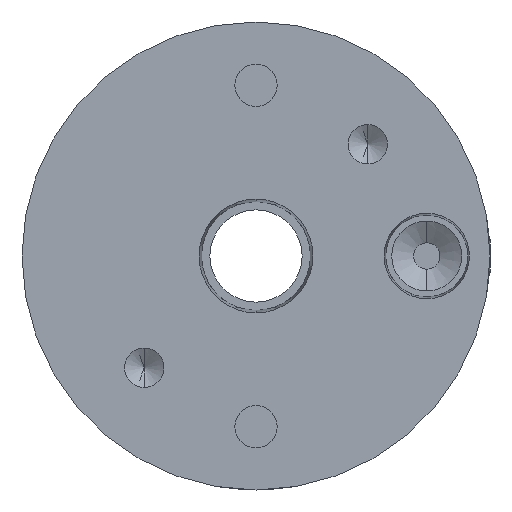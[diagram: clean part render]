
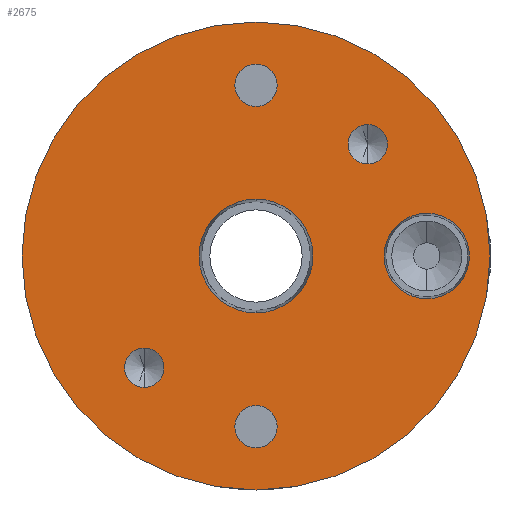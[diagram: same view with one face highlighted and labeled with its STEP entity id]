
A CAD part, front view. The second image highlights one B-rep face of the part: STEP entity #2675.
In plain terms, the highlighted planar face has unit normal (0, -1, 0).
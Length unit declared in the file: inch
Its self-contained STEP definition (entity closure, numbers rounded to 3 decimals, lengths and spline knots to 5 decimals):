
#48 = AXIS2_PLACEMENT_3D ( 'NONE', #2443, #3740, #421 ) ;
#78 = FACE_BOUND ( 'NONE', #4030, .T. ) ;
#139 = CIRCLE ( 'NONE', #227, 1.11 ) ;
#227 = AXIS2_PLACEMENT_3D ( 'NONE', #529, #1766, #3491 ) ;
#280 = AXIS2_PLACEMENT_3D ( 'NONE', #2818, #2908, #808 ) ;
#361 = CARTESIAN_POINT ( 'NONE',  ( 0., -1.1875, -0.27002 ) ) ;
#402 = EDGE_CURVE ( 'NONE', #3770, #2508, #4059, .T. ) ;
#421 = DIRECTION ( 'NONE',  ( 0., 0., 1. ) ) ;
#449 = DIRECTION ( 'NONE',  ( 0., -1., 0. ) ) ;
#481 = CIRCLE ( 'NONE', #3357, 1.11 ) ;
#523 = EDGE_CURVE ( 'NONE', #3644, #2581, #657, .T. ) ;
#529 = CARTESIAN_POINT ( 'NONE',  ( 0., -1.1875, 0. ) ) ;
#556 = EDGE_CURVE ( 'NONE', #800, #2170, #3077, .T. ) ;
#621 = EDGE_LOOP ( 'NONE', ( #2088, #3983 ) ) ;
#657 = CIRCLE ( 'NONE', #5298, 0.1005 ) ;
#664 = CARTESIAN_POINT ( 'NONE',  ( 0., -1.1875, 1.11 ) ) ;
#672 = DIRECTION ( 'NONE',  ( 0., -1., 0. ) ) ;
#708 = DIRECTION ( 'NONE',  ( 0., 0., -1. ) ) ;
#755 = CARTESIAN_POINT ( 'NONE',  ( 0.53033, -1.1875, 0.53033 ) ) ;
#800 = VERTEX_POINT ( 'NONE', #3089 ) ;
#808 = DIRECTION ( 'NONE',  ( 0., 0., -1. ) ) ;
#821 = CIRCLE ( 'NONE', #1528, 0.2025 ) ;
#836 = DIRECTION ( 'NONE',  ( 0., 0., -1. ) ) ;
#899 = CARTESIAN_POINT ( 'NONE',  ( 0.81, -1.1875, 0. ) ) ;
#914 = ORIENTED_EDGE ( 'NONE', *, *, #1229, .F. ) ;
#925 = EDGE_CURVE ( 'NONE', #2170, #800, #5384, .T. ) ;
#1020 = DIRECTION ( 'NONE',  ( 0., 0., -1. ) ) ;
#1030 = DIRECTION ( 'NONE',  ( 0., -1., 0. ) ) ;
#1033 = FACE_BOUND ( 'NONE', #5367, .T. ) ;
#1094 = AXIS2_PLACEMENT_3D ( 'NONE', #5343, #4970, #708 ) ;
#1189 = CIRCLE ( 'NONE', #5029, 0.1005 ) ;
#1229 = EDGE_CURVE ( 'NONE', #4295, #5014, #1189, .T. ) ;
#1248 = CARTESIAN_POINT ( 'NONE',  ( 0., -1.1875, 0.9105 ) ) ;
#1259 = EDGE_LOOP ( 'NONE', ( #1707, #2486 ) ) ;
#1279 = DIRECTION ( 'NONE',  ( 0., -1., 0. ) ) ;
#1319 = CIRCLE ( 'NONE', #1494, 0.09375 ) ;
#1348 = CARTESIAN_POINT ( 'NONE',  ( 0.53033, -1.1875, 0.43658 ) ) ;
#1494 = AXIS2_PLACEMENT_3D ( 'NONE', #755, #1279, #4925 ) ;
#1528 = AXIS2_PLACEMENT_3D ( 'NONE', #3177, #1030, #3580 ) ;
#1558 = ORIENTED_EDGE ( 'NONE', *, *, #4568, .F. ) ;
#1601 = EDGE_LOOP ( 'NONE', ( #1558, #3031 ) ) ;
#1707 = ORIENTED_EDGE ( 'NONE', *, *, #3689, .F. ) ;
#1766 = DIRECTION ( 'NONE',  ( 0., 1., 0. ) ) ;
#1820 = CARTESIAN_POINT ( 'NONE',  ( 0., -1.1875, 0.81 ) ) ;
#1922 = CARTESIAN_POINT ( 'NONE',  ( -0.53033, -1.1875, -0.53033 ) ) ;
#1936 = EDGE_CURVE ( 'NONE', #2996, #3659, #139, .T. ) ;
#1952 = VERTEX_POINT ( 'NONE', #5117 ) ;
#1971 = DIRECTION ( 'NONE',  ( 0., -1., 0. ) ) ;
#2041 = DIRECTION ( 'NONE',  ( 0., 0., -1. ) ) ;
#2069 = CARTESIAN_POINT ( 'NONE',  ( 0., -1.1875, -0.9105 ) ) ;
#2088 = ORIENTED_EDGE ( 'NONE', *, *, #1936, .F. ) ;
#2097 = CIRCLE ( 'NONE', #4002, 0.1005 ) ;
#2126 = ORIENTED_EDGE ( 'NONE', *, *, #2156, .F. ) ;
#2143 = ORIENTED_EDGE ( 'NONE', *, *, #523, .F. ) ;
#2156 = EDGE_CURVE ( 'NONE', #2581, #3644, #4580, .T. ) ;
#2163 = CARTESIAN_POINT ( 'NONE',  ( 0.81, -1.1875, 0.2025 ) ) ;
#2170 = VERTEX_POINT ( 'NONE', #2812 ) ;
#2207 = CARTESIAN_POINT ( 'NONE',  ( 0., -1.1875, 0.27002 ) ) ;
#2298 = DIRECTION ( 'NONE',  ( 0., 0., -1. ) ) ;
#2365 = DIRECTION ( 'NONE',  ( 0., -1., 0. ) ) ;
#2397 = CARTESIAN_POINT ( 'NONE',  ( 0., -1.1875, 0.7095 ) ) ;
#2443 = CARTESIAN_POINT ( 'NONE',  ( 1.11, -1.1875, 0. ) ) ;
#2486 = ORIENTED_EDGE ( 'NONE', *, *, #402, .F. ) ;
#2508 = VERTEX_POINT ( 'NONE', #361 ) ;
#2551 = FACE_BOUND ( 'NONE', #1259, .T. ) ;
#2554 = AXIS2_PLACEMENT_3D ( 'NONE', #3497, #672, #4414 ) ;
#2581 = VERTEX_POINT ( 'NONE', #2397 ) ;
#2621 = VERTEX_POINT ( 'NONE', #1348 ) ;
#2675 = ADVANCED_FACE ( 'NONE', ( #78, #5027, #5178, #3096, #1033, #2551, #4182 ), #3761, .F. ) ;
#2782 = DIRECTION ( 'NONE',  ( 0., 0., -1. ) ) ;
#2812 = CARTESIAN_POINT ( 'NONE',  ( -0.53033, -1.1875, -0.62408 ) ) ;
#2818 = CARTESIAN_POINT ( 'NONE',  ( 0., -1.1875, 0. ) ) ;
#2898 = ORIENTED_EDGE ( 'NONE', *, *, #925, .F. ) ;
#2908 = DIRECTION ( 'NONE',  ( 0., -1., 0. ) ) ;
#2996 = VERTEX_POINT ( 'NONE', #664 ) ;
#3003 = DIRECTION ( 'NONE',  ( 0., 0., -1. ) ) ;
#3031 = ORIENTED_EDGE ( 'NONE', *, *, #5370, .F. ) ;
#3077 = CIRCLE ( 'NONE', #4923, 0.09375 ) ;
#3089 = CARTESIAN_POINT ( 'NONE',  ( -0.53033, -1.1875, -0.43658 ) ) ;
#3096 = FACE_BOUND ( 'NONE', #3341, .T. ) ;
#3163 = CARTESIAN_POINT ( 'NONE',  ( 0.81, -1.1875, -0.2025 ) ) ;
#3166 = EDGE_CURVE ( 'NONE', #2621, #1952, #1319, .T. ) ;
#3177 = CARTESIAN_POINT ( 'NONE',  ( 0.81, -1.1875, 0. ) ) ;
#3208 = EDGE_LOOP ( 'NONE', ( #4781, #4279 ) ) ;
#3267 = AXIS2_PLACEMENT_3D ( 'NONE', #899, #4862, #2298 ) ;
#3278 = CARTESIAN_POINT ( 'NONE',  ( 0., -1.1875, -0.81 ) ) ;
#3341 = EDGE_LOOP ( 'NONE', ( #2126, #2143 ) ) ;
#3357 = AXIS2_PLACEMENT_3D ( 'NONE', #4016, #4460, #4407 ) ;
#3381 = VERTEX_POINT ( 'NONE', #2163 ) ;
#3491 = DIRECTION ( 'NONE',  ( 0., 0., 1. ) ) ;
#3497 = CARTESIAN_POINT ( 'NONE',  ( 0.53033, -1.1875, 0.53033 ) ) ;
#3563 = EDGE_CURVE ( 'NONE', #5014, #4295, #2097, .T. ) ;
#3580 = DIRECTION ( 'NONE',  ( 0., 0., -1. ) ) ;
#3625 = DIRECTION ( 'NONE',  ( 0., 0., -1. ) ) ;
#3644 = VERTEX_POINT ( 'NONE', #1248 ) ;
#3659 = VERTEX_POINT ( 'NONE', #3729 ) ;
#3689 = EDGE_CURVE ( 'NONE', #2508, #3770, #4470, .T. ) ;
#3698 = DIRECTION ( 'NONE',  ( 0., -1., 0. ) ) ;
#3729 = CARTESIAN_POINT ( 'NONE',  ( 0., -1.1875, -1.11 ) ) ;
#3740 = DIRECTION ( 'NONE',  ( 0., 1., 0. ) ) ;
#3761 = PLANE ( 'NONE',  #48 ) ;
#3770 = VERTEX_POINT ( 'NONE', #2207 ) ;
#3866 = CIRCLE ( 'NONE', #3267, 0.2025 ) ;
#3983 = ORIENTED_EDGE ( 'NONE', *, *, #4160, .F. ) ;
#4002 = AXIS2_PLACEMENT_3D ( 'NONE', #4077, #3698, #836 ) ;
#4016 = CARTESIAN_POINT ( 'NONE',  ( 0., -1.1875, 0. ) ) ;
#4030 = EDGE_LOOP ( 'NONE', ( #2898, #4617 ) ) ;
#4059 = CIRCLE ( 'NONE', #5107, 0.27002 ) ;
#4077 = CARTESIAN_POINT ( 'NONE',  ( 0., -1.1875, -0.81 ) ) ;
#4160 = EDGE_CURVE ( 'NONE', #3659, #2996, #481, .T. ) ;
#4182 = FACE_OUTER_BOUND ( 'NONE', #621, .T. ) ;
#4189 = CARTESIAN_POINT ( 'NONE',  ( 0., -1.1875, 0. ) ) ;
#4225 = AXIS2_PLACEMENT_3D ( 'NONE', #4520, #449, #2041 ) ;
#4279 = ORIENTED_EDGE ( 'NONE', *, *, #5401, .F. ) ;
#4295 = VERTEX_POINT ( 'NONE', #2069 ) ;
#4309 = DIRECTION ( 'NONE',  ( 0., -1., 0. ) ) ;
#4407 = DIRECTION ( 'NONE',  ( 0., 0., 1. ) ) ;
#4414 = DIRECTION ( 'NONE',  ( 0., 0., -1. ) ) ;
#4432 = CARTESIAN_POINT ( 'NONE',  ( 0., -1.1875, -0.7095 ) ) ;
#4460 = DIRECTION ( 'NONE',  ( 0., 1., 0. ) ) ;
#4470 = CIRCLE ( 'NONE', #280, 0.27002 ) ;
#4520 = CARTESIAN_POINT ( 'NONE',  ( 0., -1.1875, 0.81 ) ) ;
#4568 = EDGE_CURVE ( 'NONE', #4949, #3381, #821, .T. ) ;
#4580 = CIRCLE ( 'NONE', #4225, 0.1005 ) ;
#4617 = ORIENTED_EDGE ( 'NONE', *, *, #556, .F. ) ;
#4781 = ORIENTED_EDGE ( 'NONE', *, *, #3166, .F. ) ;
#4862 = DIRECTION ( 'NONE',  ( 0., -1., 0. ) ) ;
#4920 = CIRCLE ( 'NONE', #2554, 0.09375 ) ;
#4923 = AXIS2_PLACEMENT_3D ( 'NONE', #1922, #2365, #2782 ) ;
#4925 = DIRECTION ( 'NONE',  ( 0., 0., -1. ) ) ;
#4949 = VERTEX_POINT ( 'NONE', #3163 ) ;
#4970 = DIRECTION ( 'NONE',  ( 0., -1., 0. ) ) ;
#5014 = VERTEX_POINT ( 'NONE', #4432 ) ;
#5027 = FACE_BOUND ( 'NONE', #3208, .T. ) ;
#5029 = AXIS2_PLACEMENT_3D ( 'NONE', #3278, #1971, #3625 ) ;
#5085 = DIRECTION ( 'NONE',  ( 0., -1., 0. ) ) ;
#5107 = AXIS2_PLACEMENT_3D ( 'NONE', #4189, #5085, #3003 ) ;
#5117 = CARTESIAN_POINT ( 'NONE',  ( 0.53033, -1.1875, 0.62408 ) ) ;
#5178 = FACE_BOUND ( 'NONE', #1601, .T. ) ;
#5298 = AXIS2_PLACEMENT_3D ( 'NONE', #1820, #4309, #1020 ) ;
#5320 = ORIENTED_EDGE ( 'NONE', *, *, #3563, .F. ) ;
#5343 = CARTESIAN_POINT ( 'NONE',  ( -0.53033, -1.1875, -0.53033 ) ) ;
#5367 = EDGE_LOOP ( 'NONE', ( #914, #5320 ) ) ;
#5370 = EDGE_CURVE ( 'NONE', #3381, #4949, #3866, .T. ) ;
#5384 = CIRCLE ( 'NONE', #1094, 0.09375 ) ;
#5401 = EDGE_CURVE ( 'NONE', #1952, #2621, #4920, .T. ) ;
